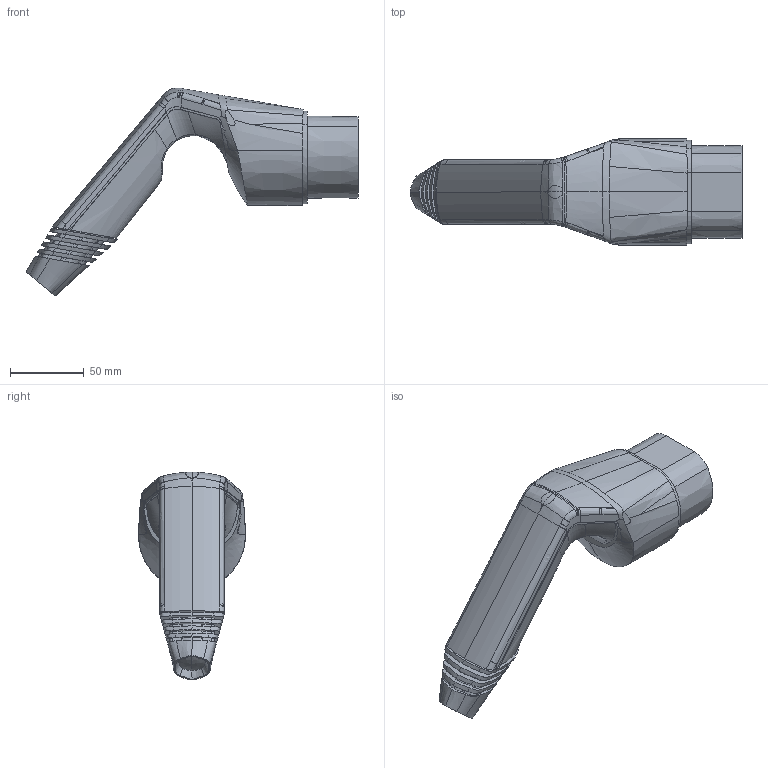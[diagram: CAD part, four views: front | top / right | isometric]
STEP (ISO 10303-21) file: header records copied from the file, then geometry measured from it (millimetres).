
FILE_DESCRIPTION((''),'2;1');
FILE_NAME('GWJ5102B_SW0001','2021-03-17T08:41:38',('User'),('Axiro Italia'),'CREO PARAMETRIC BY PTC INC, 2020354','CREO PARAMETRIC BY PTC INC, 2020354','');
FILE_SCHEMA(('CONFIG_CONTROL_DESIGN'));
Length unit declared in the file: millimetre
Products named in the file (1): GWJ5102B_SW0001
Bounding box: 224.89 x 72.59 x 140.89 mm (x, y, z)
Volume: 488558.4 mm3; surface area: 67714.7 mm2
Topology: 1 solids, 1 shells, 359 faces, 1093 edges, 749 vertices
Faces by surface type: bspline 196, plane 55, cylinder 42, extrusion 38, cone 26, sphere 2
Entity records: 43606 total; most frequent: CARTESIAN_POINT 35656, ORIENTED_EDGE 2170, EDGE_CURVE 1085, DIRECTION 758, VERTEX_POINT 749, B_SPLINE_CURVE_WITH_KNOTS 713, VECTOR 388, EDGE_LOOP 380
